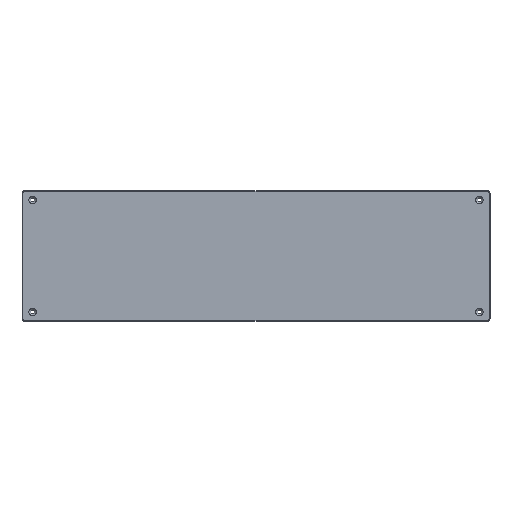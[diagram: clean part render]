
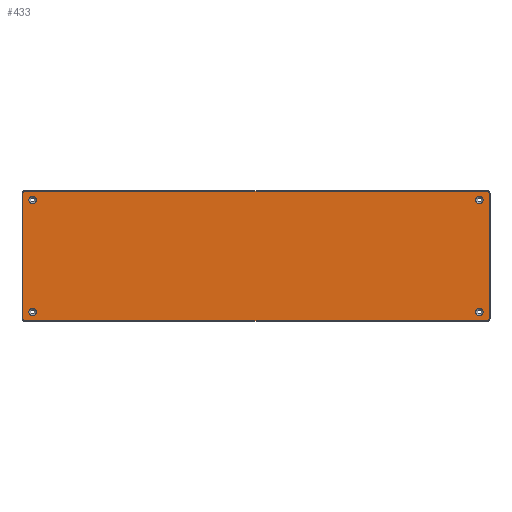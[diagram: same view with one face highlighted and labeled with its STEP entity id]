
A CAD part, top view. The second image highlights one B-rep face of the part: STEP entity #433.
In plain terms, the highlighted planar face has unit normal (0, 0, 1).
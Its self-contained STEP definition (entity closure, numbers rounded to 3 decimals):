
#15=FACE_BOUND('',#102,.T.);
#16=FACE_BOUND('',#103,.T.);
#17=FACE_BOUND('',#104,.T.);
#18=FACE_BOUND('',#105,.T.);
#32=CIRCLE('',#452,1.1);
#34=CIRCLE('',#456,1.1);
#36=CIRCLE('',#460,1.1);
#38=CIRCLE('',#464,1.1);
#41=CIRCLE('',#472,2.1);
#42=CIRCLE('',#473,2.1);
#43=CIRCLE('',#474,2.1);
#44=CIRCLE('',#475,2.1);
#75=FACE_OUTER_BOUND('',#101,.T.);
#101=EDGE_LOOP('',(#339,#340,#341,#342,#343,#344,#345,#346));
#102=EDGE_LOOP('',(#347));
#103=EDGE_LOOP('',(#348));
#104=EDGE_LOOP('',(#349));
#105=EDGE_LOOP('',(#350));
#126=LINE('',#646,#162);
#130=LINE('',#658,#166);
#134=LINE('',#670,#170);
#138=LINE('',#682,#174);
#162=VECTOR('',#506,10.);
#166=VECTOR('',#518,10.);
#170=VECTOR('',#530,10.);
#174=VECTOR('',#542,10.);
#195=VERTEX_POINT('',#639);
#198=VERTEX_POINT('',#644);
#199=VERTEX_POINT('',#648);
#201=VERTEX_POINT('',#654);
#203=VERTEX_POINT('',#660);
#205=VERTEX_POINT('',#666);
#207=VERTEX_POINT('',#672);
#209=VERTEX_POINT('',#678);
#216=VERTEX_POINT('',#705);
#217=VERTEX_POINT('',#707);
#218=VERTEX_POINT('',#709);
#219=VERTEX_POINT('',#711);
#234=EDGE_CURVE('',#198,#195,#126,.T.);
#237=EDGE_CURVE('',#195,#199,#32,.T.);
#240=EDGE_CURVE('',#199,#201,#130,.T.);
#243=EDGE_CURVE('',#201,#203,#34,.T.);
#246=EDGE_CURVE('',#203,#205,#134,.T.);
#249=EDGE_CURVE('',#205,#207,#36,.T.);
#252=EDGE_CURVE('',#207,#209,#138,.T.);
#254=EDGE_CURVE('',#209,#198,#38,.T.);
#264=EDGE_CURVE('',#216,#216,#41,.T.);
#265=EDGE_CURVE('',#217,#217,#42,.T.);
#266=EDGE_CURVE('',#218,#218,#43,.T.);
#267=EDGE_CURVE('',#219,#219,#44,.T.);
#339=ORIENTED_EDGE('',*,*,#234,.F.);
#340=ORIENTED_EDGE('',*,*,#254,.F.);
#341=ORIENTED_EDGE('',*,*,#252,.F.);
#342=ORIENTED_EDGE('',*,*,#249,.F.);
#343=ORIENTED_EDGE('',*,*,#246,.F.);
#344=ORIENTED_EDGE('',*,*,#243,.F.);
#345=ORIENTED_EDGE('',*,*,#240,.F.);
#346=ORIENTED_EDGE('',*,*,#237,.F.);
#347=ORIENTED_EDGE('',*,*,#264,.T.);
#348=ORIENTED_EDGE('',*,*,#265,.T.);
#349=ORIENTED_EDGE('',*,*,#266,.T.);
#350=ORIENTED_EDGE('',*,*,#267,.T.);
#417=PLANE('',#471);
#433=ADVANCED_FACE('',(#75,#15,#16,#17,#18),#417,.T.);
#452=AXIS2_PLACEMENT_3D('',#652,#512,#513);
#456=AXIS2_PLACEMENT_3D('',#664,#524,#525);
#460=AXIS2_PLACEMENT_3D('',#676,#536,#537);
#464=AXIS2_PLACEMENT_3D('',#685,#547,#548);
#471=AXIS2_PLACEMENT_3D('',#704,#568,#569);
#472=AXIS2_PLACEMENT_3D('',#706,#570,#571);
#473=AXIS2_PLACEMENT_3D('',#708,#572,#573);
#474=AXIS2_PLACEMENT_3D('',#710,#574,#575);
#475=AXIS2_PLACEMENT_3D('',#712,#576,#577);
#506=DIRECTION('',(1.,0.,0.));
#512=DIRECTION('center_axis',(0.,0.,
-1.));
#513=DIRECTION('ref_axis',(0.707,0.707,0.));
#518=DIRECTION('',(0.,-1.,0.));
#524=DIRECTION('center_axis',(0.,0.,
-1.));
#525=DIRECTION('ref_axis',(0.707,-0.707,0.));
#530=DIRECTION('',(-1.,0.,0.));
#536=DIRECTION('center_axis',(0.,0.,
-1.));
#537=DIRECTION('ref_axis',(-0.707,-0.707,0.));
#542=DIRECTION('',(0.,1.,0.));
#547=DIRECTION('center_axis',(0.,0.,
-1.));
#548=DIRECTION('ref_axis',(-0.707,0.707,0.));
#568=DIRECTION('center_axis',(0.,0.,
1.));
#569=DIRECTION('ref_axis',(1.,0.,0.));
#570=DIRECTION('center_axis',(0.,0.,
-1.));
#571=DIRECTION('ref_axis',(1.,0.,0.));
#572=DIRECTION('center_axis',(0.,0.,
-1.));
#573=DIRECTION('ref_axis',(1.,0.,0.));
#574=DIRECTION('center_axis',(0.,0.,
-1.));
#575=DIRECTION('ref_axis',(1.,0.,0.));
#576=DIRECTION('center_axis',(0.,0.,
-1.));
#577=DIRECTION('ref_axis',(1.,0.,0.));
#639=CARTESIAN_POINT('',(271.397,83.725,-4.067));
#644=CARTESIAN_POINT('',(15.547,83.725,-4.067));
#646=CARTESIAN_POINT('',(116.559,83.725,-4.067));
#648=CARTESIAN_POINT('',(272.497,82.625,-4.067));
#652=CARTESIAN_POINT('Origin',(271.397,82.625,-4.067));
#654=CARTESIAN_POINT('',(272.497,13.387,-4.067));
#658=CARTESIAN_POINT('',(272.497,65.408,-4.067));
#660=CARTESIAN_POINT('',(271.397,12.287,-4.067));
#664=CARTESIAN_POINT('Origin',(271.397,13.387,-4.067));
#666=CARTESIAN_POINT('',(15.547,12.287,-4.067));
#670=CARTESIAN_POINT('',(252.625,12.287,-4.067));
#672=CARTESIAN_POINT('',(14.447,13.387,-4.067));
#676=CARTESIAN_POINT('Origin',(15.547,13.387,-4.067));
#678=CARTESIAN_POINT('',(14.447,82.625,-4.067));
#682=CARTESIAN_POINT('',(14.447,30.658,-4.067));
#685=CARTESIAN_POINT('Origin',(15.547,82.625,-4.067));
#704=CARTESIAN_POINT('Origin',(173.472,48.033,-4.067));
#705=CARTESIAN_POINT('',(17.9,79.,-4.067));
#706=CARTESIAN_POINT('Origin',(20.,79.,-4.067));
#707=CARTESIAN_POINT('',(17.9,17.012,-4.067));
#708=CARTESIAN_POINT('Origin',(20.,17.012,-4.067));
#709=CARTESIAN_POINT('',(264.844,79.,-4.067));
#710=CARTESIAN_POINT('Origin',(266.944,79.,-4.067));
#711=CARTESIAN_POINT('',(264.844,17.012,-4.067));
#712=CARTESIAN_POINT('Origin',(266.944,17.012,-4.067));
